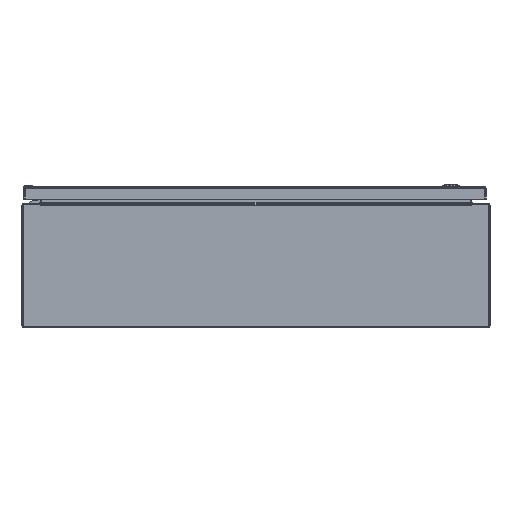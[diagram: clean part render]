
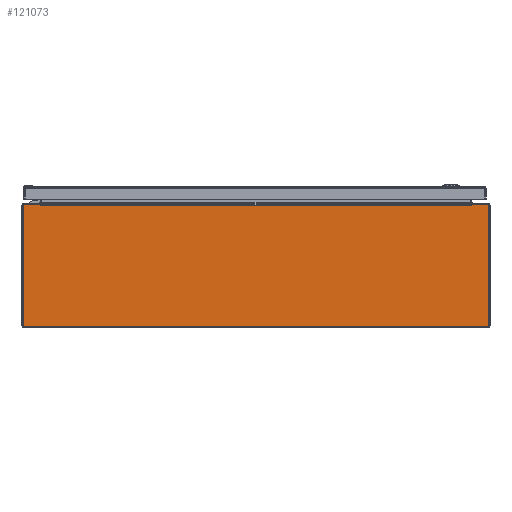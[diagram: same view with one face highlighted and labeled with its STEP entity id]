
A CAD part, front view. The second image highlights one B-rep face of the part: STEP entity #121073.
In plain terms, the highlighted planar face has unit normal (0, -1, 0).
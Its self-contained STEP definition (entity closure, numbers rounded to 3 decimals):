
#731 = ORIENTED_EDGE ( 'NONE', *, *, #8540, .F. ) ;
#2560 = CIRCLE ( 'NONE', #29729, 0.08 ) ;
#2688 = ORIENTED_EDGE ( 'NONE', *, *, #14496, .F. ) ;
#3354 = CARTESIAN_POINT ( 'NONE',  ( 0., -18., 3.855 ) ) ;
#3700 = ORIENTED_EDGE ( 'NONE', *, *, #123461, .F. ) ;
#3919 = DIRECTION ( 'NONE',  ( 0., 0., -1. ) ) ;
#4219 = DIRECTION ( 'NONE',  ( -0.174, 0., -0.985 ) ) ;
#4853 = CARTESIAN_POINT ( 'NONE',  ( 13.828, -18., 3.937 ) ) ;
#4972 = EDGE_CURVE ( 'NONE', #121168, #116525, #119557, .T. ) ;
#5711 = CARTESIAN_POINT ( 'NONE',  ( 0., -18., 3.937 ) ) ;
#8237 = VERTEX_POINT ( 'NONE', #16959 ) ;
#8540 = EDGE_CURVE ( 'NONE', #34426, #116414, #35777, .T. ) ;
#9655 = AXIS2_PLACEMENT_3D ( 'NONE', #90028, #101785, #72979 ) ;
#9962 = DIRECTION ( 'NONE',  ( -1., 0., 0. ) ) ;
#11229 = CARTESIAN_POINT ( 'NONE',  ( 13.798, -18., 3.855 ) ) ;
#11442 = EDGE_CURVE ( 'NONE', #77792, #54710, #21074, .T. ) ;
#13235 = CARTESIAN_POINT ( 'NONE',  ( 14.857, -18., -3.937 ) ) ;
#13241 = VECTOR ( 'NONE', #67847, 39.37 ) ;
#13982 = ORIENTED_EDGE ( 'NONE', *, *, #42049, .F. ) ;
#14496 = EDGE_CURVE ( 'NONE', #65191, #120237, #46274, .T. ) ;
#15290 = VERTEX_POINT ( 'NONE', #11229 ) ;
#16891 = VECTOR ( 'NONE', #92915, 39.37 ) ;
#16959 = CARTESIAN_POINT ( 'NONE',  ( -13.814, -18., 3.855 ) ) ;
#17062 = DIRECTION ( 'NONE',  ( 0., -1., 0. ) ) ;
#18815 = DIRECTION ( 'NONE',  ( 0., 0., -1. ) ) ;
#20412 = ORIENTED_EDGE ( 'NONE', *, *, #11442, .F. ) ;
#21074 = LINE ( 'NONE', #59701, #126887 ) ;
#22370 = CARTESIAN_POINT ( 'NONE',  ( 13.814, -18., 3.855 ) ) ;
#22761 = DIRECTION ( 'NONE',  ( -0.174, 0., 0.985 ) ) ;
#23344 = EDGE_CURVE ( 'NONE', #52473, #75565, #56908, .T. ) ;
#26221 = ORIENTED_EDGE ( 'NONE', *, *, #71314, .T. ) ;
#26645 = DIRECTION ( 'NONE',  ( 1., 0., 0. ) ) ;
#29397 = DIRECTION ( 'NONE',  ( 1., 0., 0. ) ) ;
#29729 = AXIS2_PLACEMENT_3D ( 'NONE', #34460, #54747, #53475 ) ;
#34426 = VERTEX_POINT ( 'NONE', #68045 ) ;
#34460 = CARTESIAN_POINT ( 'NONE',  ( 14.857, -18., -3.857 ) ) ;
#35777 = LINE ( 'NONE', #87492, #13241 ) ;
#35998 = LINE ( 'NONE', #3354, #92224 ) ;
#37941 = ORIENTED_EDGE ( 'NONE', *, *, #85948, .T. ) ;
#38459 = CARTESIAN_POINT ( 'NONE',  ( 14.937, -18., 0. ) ) ;
#42049 = EDGE_CURVE ( 'NONE', #54710, #34426, #86927, .T. ) ;
#42874 = ORIENTED_EDGE ( 'NONE', *, *, #4972, .F. ) ;
#43276 = DIRECTION ( 'NONE',  ( -1., 0., 0. ) ) ;
#45114 = CARTESIAN_POINT ( 'NONE',  ( -14.857, -18., 3.937 ) ) ;
#46274 = LINE ( 'NONE', #5711, #73509 ) ;
#46882 = CARTESIAN_POINT ( 'NONE',  ( 13.828, -18., 3.937 ) ) ;
#47094 = CARTESIAN_POINT ( 'NONE',  ( 0., -18., 3.937 ) ) ;
#49216 = EDGE_CURVE ( 'NONE', #15290, #102567, #35998, .T. ) ;
#49638 = VECTOR ( 'NONE', #22761, 39.37 ) ;
#52473 = VERTEX_POINT ( 'NONE', #46882 ) ;
#53475 = DIRECTION ( 'NONE',  ( 0., 0., -1. ) ) ;
#53719 = AXIS2_PLACEMENT_3D ( 'NONE', #72626, #62835, #3919 ) ;
#54710 = VERTEX_POINT ( 'NONE', #75593 ) ;
#54747 = DIRECTION ( 'NONE',  ( 0., 1., 0. ) ) ;
#56908 = LINE ( 'NONE', #47094, #70193 ) ;
#57637 = CARTESIAN_POINT ( 'NONE',  ( 0., -18., 0. ) ) ;
#59701 = CARTESIAN_POINT ( 'NONE',  ( 0., -18., -3.937 ) ) ;
#60589 = CARTESIAN_POINT ( 'NONE',  ( -14.857, -18., 3.857 ) ) ;
#60976 = CARTESIAN_POINT ( 'NONE',  ( -13.798, -18., 3.855 ) ) ;
#62835 = DIRECTION ( 'NONE',  ( 0., 1., 0. ) ) ;
#65191 = VERTEX_POINT ( 'NONE', #45114 ) ;
#67847 = DIRECTION ( 'NONE',  ( 0., 0., 1. ) ) ;
#68045 = CARTESIAN_POINT ( 'NONE',  ( -14.937, -18., -3.857 ) ) ;
#70011 = CARTESIAN_POINT ( 'NONE',  ( 14.937, -18., 3.857 ) ) ;
#70193 = VECTOR ( 'NONE', #29397, 39.37 ) ;
#71314 = EDGE_CURVE ( 'NONE', #102567, #8237, #117302, .T. ) ;
#71860 = VECTOR ( 'NONE', #76740, 39.37 ) ;
#72617 = LINE ( 'NONE', #112562, #16891 ) ;
#72626 = CARTESIAN_POINT ( 'NONE',  ( 14.857, -18., 3.857 ) ) ;
#72979 = DIRECTION ( 'NONE',  ( 0., 0., -1. ) ) ;
#73509 = VECTOR ( 'NONE', #26645, 39.37 ) ;
#73648 = ORIENTED_EDGE ( 'NONE', *, *, #49216, .T. ) ;
#74421 = LINE ( 'NONE', #111767, #49638 ) ;
#75268 = VECTOR ( 'NONE', #18815, 39.37 ) ;
#75430 = CARTESIAN_POINT ( 'NONE',  ( 0., -18., 3.855 ) ) ;
#75565 = VERTEX_POINT ( 'NONE', #104813 ) ;
#75593 = CARTESIAN_POINT ( 'NONE',  ( -14.857, -18., -3.937 ) ) ;
#75652 = CIRCLE ( 'NONE', #92391, 0.08 ) ;
#75672 = EDGE_CURVE ( 'NONE', #75565, #121168, #110104, .T. ) ;
#76740 = DIRECTION ( 'NONE',  ( -1., 0., 0. ) ) ;
#77792 = VERTEX_POINT ( 'NONE', #13235 ) ;
#79590 = DIRECTION ( 'NONE',  ( 0., 0., -1. ) ) ;
#79715 = ORIENTED_EDGE ( 'NONE', *, *, #105206, .F. ) ;
#85948 = EDGE_CURVE ( 'NONE', #111536, #15290, #72617, .T. ) ;
#86927 = CIRCLE ( 'NONE', #9655, 0.08 ) ;
#87492 = CARTESIAN_POINT ( 'NONE',  ( -14.937, -18., 0. ) ) ;
#89009 = FACE_OUTER_BOUND ( 'NONE', #112686, .T. ) ;
#90028 = CARTESIAN_POINT ( 'NONE',  ( -14.857, -18., -3.857 ) ) ;
#90275 = ORIENTED_EDGE ( 'NONE', *, *, #94003, .T. ) ;
#91232 = VECTOR ( 'NONE', #4219, 39.37 ) ;
#91537 = EDGE_CURVE ( 'NONE', #52473, #111536, #102408, .T. ) ;
#92224 = VECTOR ( 'NONE', #43276, 39.37 ) ;
#92391 = AXIS2_PLACEMENT_3D ( 'NONE', #60589, #128694, #79590 ) ;
#92915 = DIRECTION ( 'NONE',  ( -1., 0., 0. ) ) ;
#94003 = EDGE_CURVE ( 'NONE', #8237, #120237, #74421, .T. ) ;
#95401 = CARTESIAN_POINT ( 'NONE',  ( -13.828, -18., 3.937 ) ) ;
#97528 = DIRECTION ( 'NONE',  ( 0., 0., -1. ) ) ;
#101785 = DIRECTION ( 'NONE',  ( 0., 1., 0. ) ) ;
#102408 = LINE ( 'NONE', #4853, #91232 ) ;
#102567 = VERTEX_POINT ( 'NONE', #60976 ) ;
#104813 = CARTESIAN_POINT ( 'NONE',  ( 14.857, -18., 3.937 ) ) ;
#105206 = EDGE_CURVE ( 'NONE', #116525, #77792, #2560, .T. ) ;
#106715 = PLANE ( 'NONE',  #123773 ) ;
#110104 = CIRCLE ( 'NONE', #53719, 0.08 ) ;
#111536 = VERTEX_POINT ( 'NONE', #22370 ) ;
#111767 = CARTESIAN_POINT ( 'NONE',  ( -13.814, -18., 3.855 ) ) ;
#112562 = CARTESIAN_POINT ( 'NONE',  ( 13.806, -18., 3.855 ) ) ;
#112686 = EDGE_LOOP ( 'NONE', ( #2688, #3700, #731, #13982, #20412, #79715, #42874, #125902, #114303, #115395, #37941, #73648, #26221, #90275 ) ) ;
#114303 = ORIENTED_EDGE ( 'NONE', *, *, #23344, .F. ) ;
#115395 = ORIENTED_EDGE ( 'NONE', *, *, #91537, .T. ) ;
#116414 = VERTEX_POINT ( 'NONE', #124329 ) ;
#116448 = CARTESIAN_POINT ( 'NONE',  ( 14.937, -18., -3.857 ) ) ;
#116525 = VERTEX_POINT ( 'NONE', #116448 ) ;
#117302 = LINE ( 'NONE', #75430, #71860 ) ;
#119557 = LINE ( 'NONE', #38459, #75268 ) ;
#120237 = VERTEX_POINT ( 'NONE', #95401 ) ;
#121073 = ADVANCED_FACE ( 'NONE', ( #89009 ), #106715, .T. ) ;
#121168 = VERTEX_POINT ( 'NONE', #70011 ) ;
#123461 = EDGE_CURVE ( 'NONE', #116414, #65191, #75652, .T. ) ;
#123773 = AXIS2_PLACEMENT_3D ( 'NONE', #57637, #17062, #97528 ) ;
#124329 = CARTESIAN_POINT ( 'NONE',  ( -14.937, -18., 3.857 ) ) ;
#125902 = ORIENTED_EDGE ( 'NONE', *, *, #75672, .F. ) ;
#126887 = VECTOR ( 'NONE', #9962, 39.37 ) ;
#128694 = DIRECTION ( 'NONE',  ( 0., 1., 0. ) ) ;
